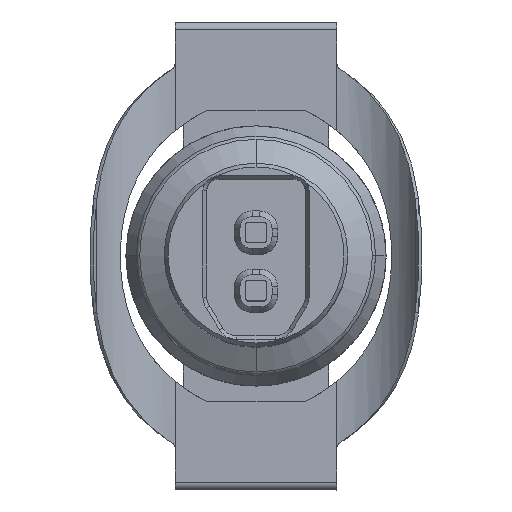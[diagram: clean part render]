
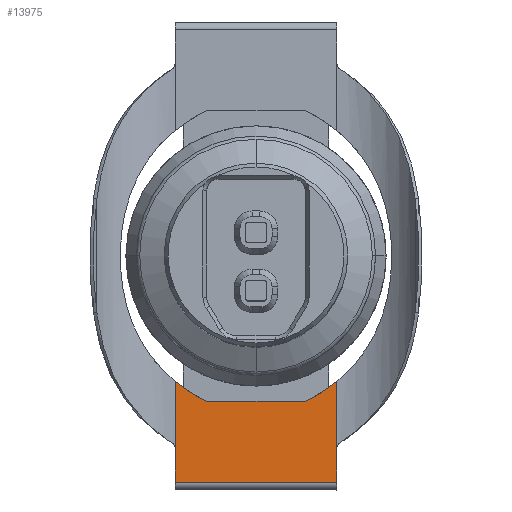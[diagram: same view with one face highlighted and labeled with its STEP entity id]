
A CAD part, top view. The second image highlights one B-rep face of the part: STEP entity #13975.
In plain terms, the highlighted planar face has unit normal (0, 0, 1).
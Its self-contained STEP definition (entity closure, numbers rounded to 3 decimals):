
#13837=AXIS2_PLACEMENT_3D('Circle Axis2P3D',#13835,#13836,$) ;
#13861=AXIS2_PLACEMENT_3D('Circle Axis2P3D',#13859,#13860,$) ;
#13948=AXIS2_PLACEMENT_3D('Plane Axis2P3D',#13945,#13946,#13947) ;
#13385=CARTESIAN_POINT('Vertex',(3.622,2.74,6.33)) ;
#13388=CARTESIAN_POINT('Line Origine',(5.143,2.74,6.33)) ;
#13392=CARTESIAN_POINT('Vertex',(6.663,2.74,6.33)) ;
#13522=CARTESIAN_POINT('Vertex',(7.643,1.282,6.33)) ;
#13525=CARTESIAN_POINT('Line Origine',(7.643,0.761,6.33)) ;
#13529=CARTESIAN_POINT('Vertex',(7.643,0.24,6.33)) ;
#13648=CARTESIAN_POINT('Line Origine',(2.643,0.761,6.33)) ;
#13652=CARTESIAN_POINT('Vertex',(2.643,0.24,6.33)) ;
#13654=CARTESIAN_POINT('Vertex',(2.643,1.282,6.33)) ;
#13832=CARTESIAN_POINT('Vertex',(2.643,3.36,6.33)) ;
#13835=CARTESIAN_POINT('Axis2P3D Location',(5.786,7.24,6.33)) ;
#13856=CARTESIAN_POINT('Vertex',(7.643,3.36,6.33)) ;
#13859=CARTESIAN_POINT('Axis2P3D Location',(4.499,7.24,6.33)) ;
#13945=CARTESIAN_POINT('Axis2P3D Location',(5.143,7.24,6.33)) ;
#13950=CARTESIAN_POINT('Line Origine',(5.143,0.24,6.33)) ;
#13955=CARTESIAN_POINT('Line Origine',(7.643,2.321,6.33)) ;
#13960=CARTESIAN_POINT('Line Origine',(2.643,2.321,6.33)) ;
#13389=DIRECTION('Vector Direction',(-1.,0.,0.)) ;
#13526=DIRECTION('Vector Direction',(0.,-1.,0.)) ;
#13649=DIRECTION('Vector Direction',(0.,1.,0.)) ;
#13836=DIRECTION('Axis2P3D Direction',(0.,0.,-1.)) ;
#13860=DIRECTION('Axis2P3D Direction',(0.,0.,-1.)) ;
#13946=DIRECTION('Axis2P3D Direction',(0.,0.,1.)) ;
#13947=DIRECTION('Axis2P3D XDirection',(0.,-1.,0.)) ;
#13951=DIRECTION('Vector Direction',(1.,0.,0.)) ;
#13956=DIRECTION('Vector Direction',(0.,-1.,0.)) ;
#13961=DIRECTION('Vector Direction',(0.,-1.,0.)) ;
#13390=VECTOR('Line Direction',#13389,1.) ;
#13527=VECTOR('Line Direction',#13526,1.) ;
#13650=VECTOR('Line Direction',#13649,1.) ;
#13952=VECTOR('Line Direction',#13951,1.) ;
#13957=VECTOR('Line Direction',#13956,1.) ;
#13962=VECTOR('Line Direction',#13961,1.) ;
#13966=ORIENTED_EDGE('',*,*,#13954,.T.) ;
#13967=ORIENTED_EDGE('',*,*,#13531,.F.) ;
#13968=ORIENTED_EDGE('',*,*,#13959,.F.) ;
#13969=ORIENTED_EDGE('',*,*,#13863,.T.) ;
#13970=ORIENTED_EDGE('',*,*,#13394,.T.) ;
#13971=ORIENTED_EDGE('',*,*,#13839,.T.) ;
#13972=ORIENTED_EDGE('',*,*,#13964,.T.) ;
#13973=ORIENTED_EDGE('',*,*,#13656,.F.) ;
#13975=ADVANCED_FACE('Hauptkoerper',(#13974),#13949,.T.) ;
#13838=CIRCLE('generated circle',#13837,4.993) ;
#13862=CIRCLE('generated circle',#13861,4.993) ;
#13394=EDGE_CURVE('',#13393,#13386,#13391,.T.) ;
#13531=EDGE_CURVE('',#13523,#13530,#13528,.T.) ;
#13656=EDGE_CURVE('',#13653,#13655,#13651,.T.) ;
#13839=EDGE_CURVE('',#13386,#13833,#13838,.T.) ;
#13863=EDGE_CURVE('',#13857,#13393,#13862,.T.) ;
#13954=EDGE_CURVE('',#13653,#13530,#13953,.T.) ;
#13959=EDGE_CURVE('',#13857,#13523,#13958,.T.) ;
#13964=EDGE_CURVE('',#13833,#13655,#13963,.T.) ;
#13965=EDGE_LOOP('',(#13966,#13967,#13968,#13969,#13970,#13971,#13972,#13973)) ;
#13974=FACE_OUTER_BOUND('',#13965,.T.) ;
#13391=LINE('Line',#13388,#13390) ;
#13528=LINE('Line',#13525,#13527) ;
#13651=LINE('Line',#13648,#13650) ;
#13953=LINE('Line',#13950,#13952) ;
#13958=LINE('Line',#13955,#13957) ;
#13963=LINE('Line',#13960,#13962) ;
#13949=PLANE('',#13948) ;
#13386=VERTEX_POINT('',#13385) ;
#13393=VERTEX_POINT('',#13392) ;
#13523=VERTEX_POINT('',#13522) ;
#13530=VERTEX_POINT('',#13529) ;
#13653=VERTEX_POINT('',#13652) ;
#13655=VERTEX_POINT('',#13654) ;
#13833=VERTEX_POINT('',#13832) ;
#13857=VERTEX_POINT('',#13856) ;
